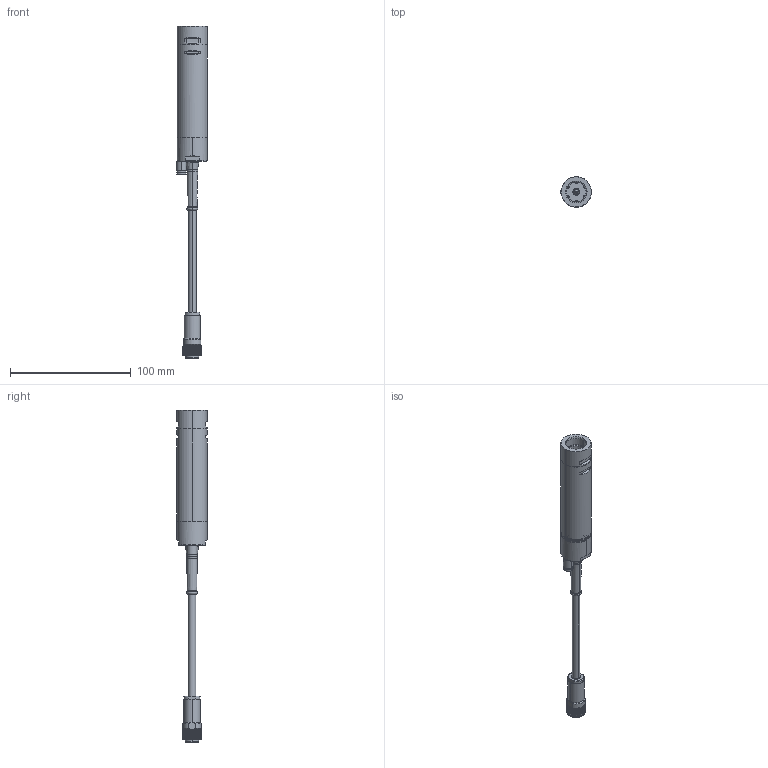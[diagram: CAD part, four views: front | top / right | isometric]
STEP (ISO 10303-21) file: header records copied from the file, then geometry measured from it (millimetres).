
FILE_DESCRIPTION (( 'STEP AP203' ), '1' );
FILE_NAME ('STEP_EA0307A0020.STEP', '2022-07-05T04:49:35', ( '' ), ( '' ), 'SwSTEP 2.0', 'SolidWorks 2017', '' );
FILE_SCHEMA (( 'CONFIG_CONTROL_DESIGN' ));
Length unit declared in the file: millimetre
Products named in the file (1): STEP_EA0307A0020
Bounding box: 25.55 x 25 x 274.4 mm (x, y, z)
Volume: 44524.3 mm3; surface area: 51453.9 mm2
Topology: 70 solids, 71 shells, 1846 faces, 4579 edges, 2881 vertices
Faces by surface type: plane 726, cylinder 697, cone 208, torus 140, sphere 62, bspline 13
Entity records: 57551 total; most frequent: CARTESIAN_POINT 13454, DIRECTION 9663, ORIENTED_EDGE 8932, EDGE_CURVE 4466, AXIS2_PLACEMENT_3D 3882, VERTEX_POINT 2834, EDGE_LOOP 2088, CIRCLE 2048
